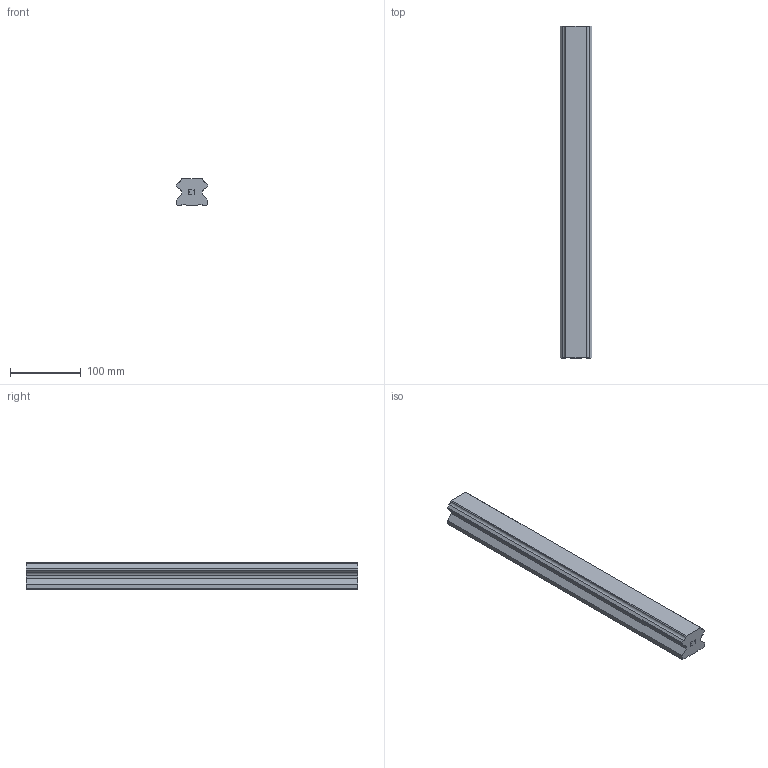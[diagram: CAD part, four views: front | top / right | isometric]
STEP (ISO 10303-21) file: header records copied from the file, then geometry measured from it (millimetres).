
FILE_DESCRIPTION(('STEP AP214'),'1');
FILE_NAME('cctmp_9EDB0C65-2807-4EB0-8079-58458FFB4F12_2021_02_01_10_30_12_0440..stp','2021-02-01T09:30:12',('HIWIN GmbH'),('CADClick - www.CADClick.com'),'Spatial InterOp 3D',' ','unknown authorization');
FILE_SCHEMA(('AUTOMOTIVE_DESIGN'));
Length unit declared in the file: millimetre
Products named in the file (1): HGR45T470C_FILE
Bounding box: 45 x 470 x 38 mm (x, y, z)
Volume: 657039.2 mm3; surface area: 87970.9 mm2
Topology: 1 solids, 1 shells, 117 faces, 323 edges, 207 vertices
Faces by surface type: plane 93, cylinder 14, cone 10
Entity records: 4555 total; most frequent: CARTESIAN_POINT 638, ORIENTED_EDGE 626, DIRECTION 577, EDGE_CURVE 313, LINE 285, VECTOR 285, VERTEX_POINT 207, AXIS2_PLACEMENT_3D 146
